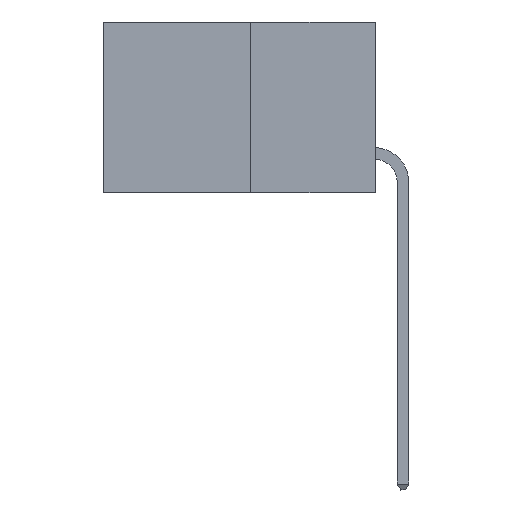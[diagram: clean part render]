
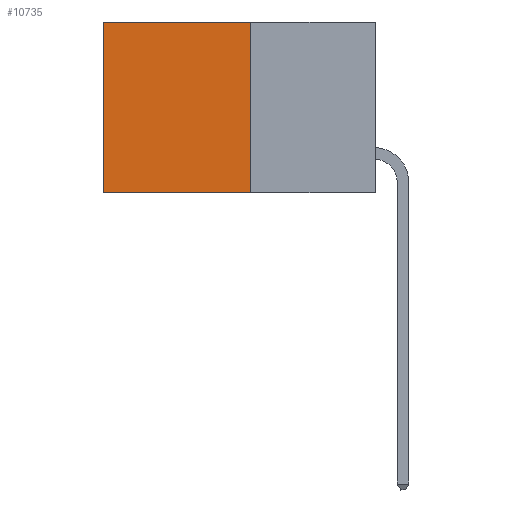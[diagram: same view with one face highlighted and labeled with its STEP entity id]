
A CAD part, left-side view. The second image highlights one B-rep face of the part: STEP entity #10735.
In plain terms, the highlighted planar face has unit normal (-1, 0, 0).
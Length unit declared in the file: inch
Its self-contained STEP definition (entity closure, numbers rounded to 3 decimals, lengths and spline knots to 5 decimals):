
#27 = CARTESIAN_POINT ( 'NONE',  ( 0.277, 0.27, -0.37 ) ) ;
#346 = CARTESIAN_POINT ( 'NONE',  ( 0.277, 0.27, 0. ) ) ;
#1417 = VERTEX_POINT ( 'NONE', #9682 ) ;
#1463 = DIRECTION ( 'NONE',  ( 0., 0., -1. ) ) ;
#1482 = EDGE_LOOP ( 'NONE', ( #13039, #11488, #1957, #9372 ) ) ;
#1598 = VECTOR ( 'NONE', #1463, 39.37008 ) ;
#1957 = ORIENTED_EDGE ( 'NONE', *, *, #12272, .F. ) ;
#2626 = CARTESIAN_POINT ( 'NONE',  ( 0.277, 0.59, 0. ) ) ;
#3055 = FACE_OUTER_BOUND ( 'NONE', #1482, .T. ) ;
#3484 = CARTESIAN_POINT ( 'NONE',  ( 0.277, 0.27, -0.37 ) ) ;
#4245 = LINE ( 'NONE', #14026, #9765 ) ;
#4309 = DIRECTION ( 'NONE',  ( 1., 0., 0. ) ) ;
#5440 = EDGE_CURVE ( 'NONE', #8850, #10471, #9837, .T. ) ;
#6496 = DIRECTION ( 'NONE',  ( 0., 0., -1. ) ) ;
#6920 = VECTOR ( 'NONE', #13302, 39.37008 ) ;
#7100 = DIRECTION ( 'NONE',  ( 0., 1., 0. ) ) ;
#8235 = CARTESIAN_POINT ( 'NONE',  ( 0.277, 0.59, -0.37 ) ) ;
#8850 = VERTEX_POINT ( 'NONE', #27 ) ;
#9249 = CARTESIAN_POINT ( 'NONE',  ( 0.277, 0.27, -0.37 ) ) ;
#9372 = ORIENTED_EDGE ( 'NONE', *, *, #11641, .T. ) ;
#9682 = CARTESIAN_POINT ( 'NONE',  ( 0.277, 0.27, 0. ) ) ;
#9765 = VECTOR ( 'NONE', #6496, 39.37008 ) ;
#9837 = LINE ( 'NONE', #3484, #6920 ) ;
#10445 = LINE ( 'NONE', #9249, #1598 ) ;
#10471 = VERTEX_POINT ( 'NONE', #8235 ) ;
#10735 = ADVANCED_FACE ( 'NONE', ( #3055 ), #12996, .F. ) ;
#10903 = CARTESIAN_POINT ( 'NONE',  ( 0.277, 0.27, -0.37 ) ) ;
#11267 = EDGE_CURVE ( 'NONE', #12273, #10471, #4245, .T. ) ;
#11488 = ORIENTED_EDGE ( 'NONE', *, *, #5440, .F. ) ;
#11641 = EDGE_CURVE ( 'NONE', #1417, #12273, #14111, .T. ) ;
#11973 = DIRECTION ( 'NONE',  ( 0., 0., -1. ) ) ;
#12272 = EDGE_CURVE ( 'NONE', #1417, #8850, #10445, .T. ) ;
#12273 = VERTEX_POINT ( 'NONE', #2626 ) ;
#12630 = AXIS2_PLACEMENT_3D ( 'NONE', #10903, #4309, #11973 ) ;
#12996 = PLANE ( 'NONE',  #12630 ) ;
#13039 = ORIENTED_EDGE ( 'NONE', *, *, #11267, .T. ) ;
#13302 = DIRECTION ( 'NONE',  ( 0., 1., 0. ) ) ;
#13448 = VECTOR ( 'NONE', #7100, 39.37008 ) ;
#14026 = CARTESIAN_POINT ( 'NONE',  ( 0.277, 0.59, -0.37 ) ) ;
#14111 = LINE ( 'NONE', #346, #13448 ) ;
